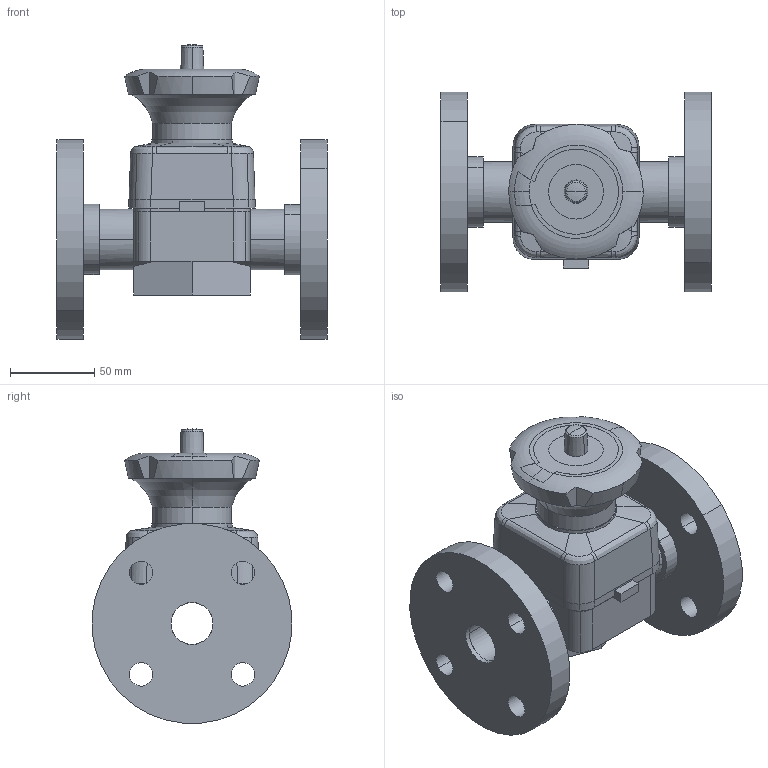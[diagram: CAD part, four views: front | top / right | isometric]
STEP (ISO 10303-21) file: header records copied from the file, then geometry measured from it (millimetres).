
FILE_DESCRIPTION(('STEP AP214'),'1');
FILE_NAME('dkov032e.stp','2017-04-07T15:24:43',('TraceParts'),('TraceParts S.A.'),'Spatial InterOp 3D',' ',' ');
FILE_SCHEMA(('automotive_design'));
Length unit declared in the file: millimetre
Products named in the file (6): dkov032e_1; dkov032e_2; dkov032e_3; dkov032e_4; dkov032e_5; dkov032e_6
Bounding box: 160.5 x 118.55 x 175.02 mm (x, y, z)
Volume: 852004.5 mm3; surface area: 149501.1 mm2
Topology: 6 solids, 6 shells, 216 faces, 549 edges, 353 vertices
Faces by surface type: cylinder 91, plane 83, bspline 26, torus 8, cone 8
Entity records: 9923 total; most frequent: CARTESIAN_POINT 2778, DIRECTION 1136, ORIENTED_EDGE 1094, EDGE_CURVE 547, AXIS2_PLACEMENT_3D 455, VERTEX_POINT 353, EDGE_LOOP 248, CIRCLE 235
